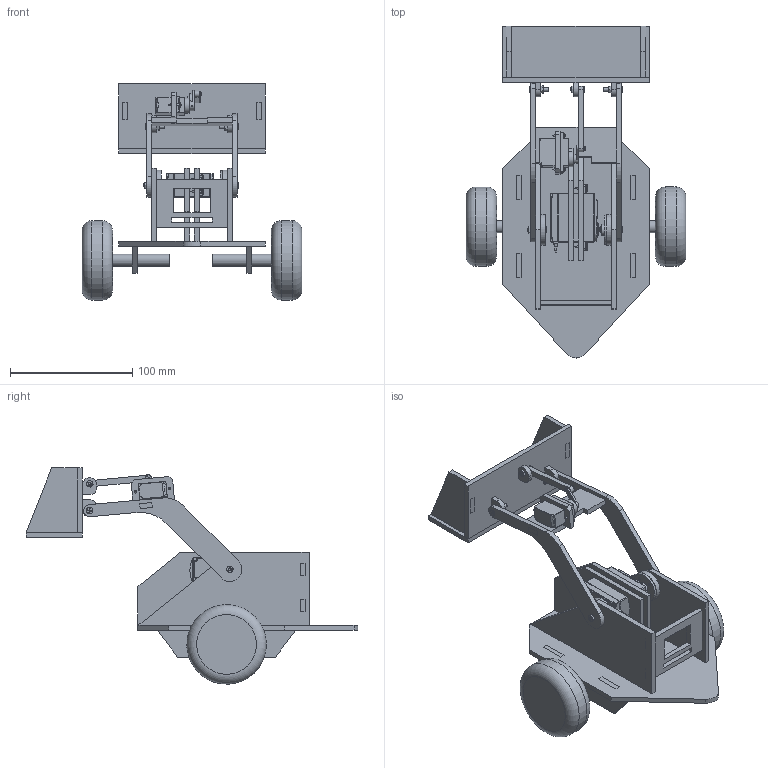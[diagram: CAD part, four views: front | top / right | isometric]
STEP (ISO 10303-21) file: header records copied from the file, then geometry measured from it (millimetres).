
FILE_DESCRIPTION(('STEP AP203'), '1');
FILE_NAME('Ïåðåäíÿÿ ÷àñòü ïîãðóç÷èêà _ ÌÃÒÓ.ÄÏ.03.00.00.000', '', ('UNSPECIFIED'), ('UNSPECIFIED'), 'C3D Converter', 'C3D Toolkit', '');
FILE_SCHEMA(('CONFIG_CONTROL_DESIGN'));
Length unit declared in the file: millimetre
Products named in the file (34): МГТУ.ДП-03.00.00.000; МГТУ.ДП-03.01.01.000; МГТУ.ДП-03.01.01.002; МГТУ.ДП-03.01.01.003; МГТУ.ДП-03.01.01.001; МГТУ.ДП-03.01.01.004; МГТУ.ДП-03.01.02.000; МГТУ.ДП-03.01.02.001; МГТУ.ДП-03.01.02.002; МГТУ.ДП-03.01.00.001; МГТУ.ДП-03.01.00.002; SG90_Model_A; SG90_Arm_01; МГТУ.ДП-03.03.00.000; А1; B2; А3; А2; А4; Колесо; Screw with countersunk head GOST R ISO 7046-1 -  M1,6x4-4.8 - H; Screw with countersunk head GOST R ISO 7046-1 -  M2,5x12-4.8 - H; Screw with countersunk head GOST R ISO 7046-1 -  M3x16-4.8 - H; Гайка M2,5-6H ГОСТ 5927-70; Гайка M3-6H ГОСТ 5927-70; MG995; ID_1; Упорный диск; Проставка; Screw with countersunk head GOST R ISO 7046-1 -  M2,5x16-4.8 - H; Вал привода
Assembly tree (52 placements, depth 3):
  МГТУ.ДП-03.00.00.000
    МГТУ.ДП-03.01.01.000
      МГТУ.ДП-03.01.01.002
      МГТУ.ДП-03.01.01.003
      МГТУ.ДП-03.01.01.001  x2
      МГТУ.ДП-03.01.01.004  x3
    МГТУ.ДП-03.01.02.000
      МГТУ.ДП-03.01.02.001  x2
      МГТУ.ДП-03.01.02.002
    МГТУ.ДП-03.01.00.001
    МГТУ.ДП-03.01.00.002
    SG90_Model_A
    SG90_Arm_01
    МГТУ.ДП-03.03.00.000
      А1
      B2  x2
      А3
      А2  x2
      А4  x2
      Колесо  x2
    Screw with countersunk head GOST R ISO 7046-1 -  M1,6x4-4.8 - H
    Screw with countersunk head GOST R ISO 7046-1 -  M2,5x12-4.8 - H  x2
    Screw with countersunk head GOST R ISO 7046-1 -  M3x16-4.8 - H  x2
    Гайка M2,5-6H ГОСТ 5927-70  x2
    Гайка M3-6H ГОСТ 5927-70  x2
    MG995
    ID_1
    Упорный диск  x2
    Проставка  x2
    Screw with countersunk head GOST R ISO 7046-1 -  M2,5x16-4.8 - H
    (unnamed)  x4
    Вал привода  x2
    (unnamed)  x2
    (unnamed)
Bounding box: 180 x 271.57 x 176.99 mm (x, y, z)
Volume: 479738.6 mm3; surface area: 201432.1 mm2
Topology: 49 solids, 49 shells, 1413 faces, 3680 edges, 2413 vertices
Faces by surface type: plane 805, cylinder 331, cone 190, torus 57, bspline 17, sphere 13
Full cylindrical faces by diameter (mm): 0.9 x6, 1 x3, 1.1 x3, 1.385 x1, 1.6 x1, 1.8 x1, 2 x3, 2.013 x2, 2.184 x4, 2.224 x3, 2.459 x2, 2.5 x5, 2.693 x2, 3 x12, 3.5 x7, 3.8 x3, 4 x1, 4.6 x1, 4.7 x4, 5.5 x3, 5.6 x4, 6 x1, 7 x1, 7.5 x1, 9 x1, 10 x3, 12 x1, 13 x2, 18 x4, 24 x1
Entity records: 56501 total; most frequent: CARTESIAN_POINT 28365, ORIENTED_EDGE 5354, DIRECTION 5097, EDGE_CURVE 2677, VERTEX_POINT 1799, AXIS2_PLACEMENT_3D 1785, LINE 1527, VECTOR 1527
